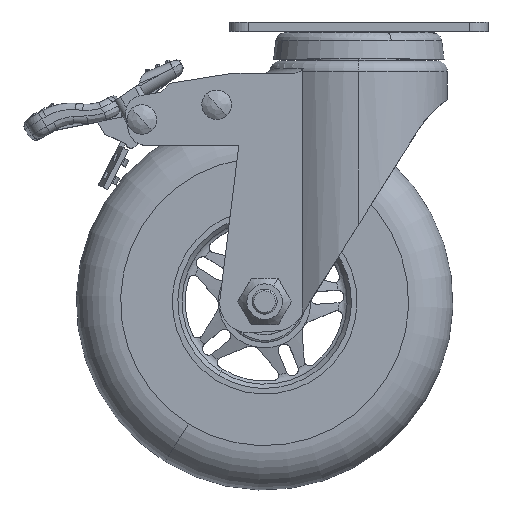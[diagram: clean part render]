
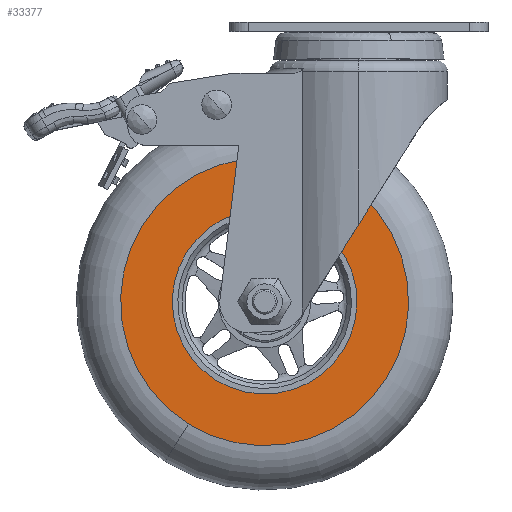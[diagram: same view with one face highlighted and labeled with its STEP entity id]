
A CAD part, top view. The second image highlights one B-rep face of the part: STEP entity #33377.
In plain terms, the highlighted planar face has unit normal (0, 0, 1).
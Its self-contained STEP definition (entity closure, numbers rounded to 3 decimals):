
#1026 = FACE_BOUND ( 'NONE', #18773, .T. ) ;
#4424 = AXIS2_PLACEMENT_3D ( 'NONE', #28981, #13210, #31617 ) ;
#5196 = CARTESIAN_POINT ( 'NONE',  ( -4.279, -4.016, 12. ) ) ;
#6068 = ORIENTED_EDGE ( 'NONE', *, *, #28236, .F. ) ;
#6613 = CARTESIAN_POINT ( 'NONE',  ( -12.284, 30.421, 12. ) ) ;
#7182 = DIRECTION ( 'NONE',  ( 0., 0., -1. ) ) ;
#7874 = PLANE ( 'NONE',  #32616 ) ;
#8029 = CARTESIAN_POINT ( 'NONE',  ( -25.5, 9.2, 12. ) ) ;
#8940 = VERTEX_POINT ( 'NONE', #23869 ) ;
#9817 = EDGE_CURVE ( 'NONE', #13667, #8940, #32313, .T. ) ;
#10079 = DIRECTION ( 'NONE',  ( 0., 0., -1. ) ) ;
#10560 = DIRECTION ( 'NONE',  ( 0.529, 0.849, 0. ) ) ;
#10660 = ORIENTED_EDGE ( 'NONE', *, *, #28645, .T. ) ;
#10711 = DIRECTION ( 'NONE',  ( 0.529, 0.849, 0. ) ) ;
#10736 = CARTESIAN_POINT ( 'NONE',  ( -25.5, 9.2, 12. ) ) ;
#12310 = EDGE_CURVE ( 'NONE', #15944, #33610, #17821, .T. ) ;
#12687 = AXIS2_PLACEMENT_3D ( 'NONE', #25844, #10079, #28516 ) ;
#13210 = DIRECTION ( 'NONE',  ( 0., 0., -1. ) ) ;
#13379 = DIRECTION ( 'NONE',  ( 0.529, 0.849, 0. ) ) ;
#13667 = VERTEX_POINT ( 'NONE', #32673 ) ;
#14379 = FACE_OUTER_BOUND ( 'NONE', #20307, .T. ) ;
#15944 = VERTEX_POINT ( 'NONE', #6613 ) ;
#17821 = CIRCLE ( 'NONE', #26255, 25. ) ;
#18773 = EDGE_LOOP ( 'NONE', ( #22630, #10660 ) ) ;
#20307 = EDGE_LOOP ( 'NONE', ( #6068, #31382 ) ) ;
#22630 = ORIENTED_EDGE ( 'NONE', *, *, #12310, .T. ) ;
#23869 = CARTESIAN_POINT ( 'NONE',  ( -4.883, 42.305, 12. ) ) ;
#24108 = CIRCLE ( 'NONE', #24354, 25. ) ;
#24354 = AXIS2_PLACEMENT_3D ( 'NONE', #10736, #29154, #13379 ) ;
#25844 = CARTESIAN_POINT ( 'NONE',  ( -25.5, 9.2, 12. ) ) ;
#26255 = AXIS2_PLACEMENT_3D ( 'NONE', #8029, #26474, #10711 ) ;
#26474 = DIRECTION ( 'NONE',  ( 0., 0., -1. ) ) ;
#28236 = EDGE_CURVE ( 'NONE', #8940, #13667, #31912, .T. ) ;
#28516 = DIRECTION ( 'NONE',  ( 0.529, 0.849, 0. ) ) ;
#28645 = EDGE_CURVE ( 'NONE', #33610, #15944, #24108, .T. ) ;
#28835 = CARTESIAN_POINT ( 'NONE',  ( -38.716, -12.021, 12. ) ) ;
#28981 = CARTESIAN_POINT ( 'NONE',  ( -25.5, 9.2, 12. ) ) ;
#29154 = DIRECTION ( 'NONE',  ( 0., 0., -1. ) ) ;
#31382 = ORIENTED_EDGE ( 'NONE', *, *, #9817, .F. ) ;
#31617 = DIRECTION ( 'NONE',  ( 0.529, 0.849, 0. ) ) ;
#31912 = CIRCLE ( 'NONE', #12687, 39. ) ;
#32313 = CIRCLE ( 'NONE', #4424, 39. ) ;
#32616 = AXIS2_PLACEMENT_3D ( 'NONE', #5196, #7182, #10560 ) ;
#32673 = CARTESIAN_POINT ( 'NONE',  ( -46.117, -23.905, 12. ) ) ;
#33377 = ADVANCED_FACE ( 'NONE', ( #14379, #1026 ), #7874, .F. ) ;
#33610 = VERTEX_POINT ( 'NONE', #28835 ) ;
